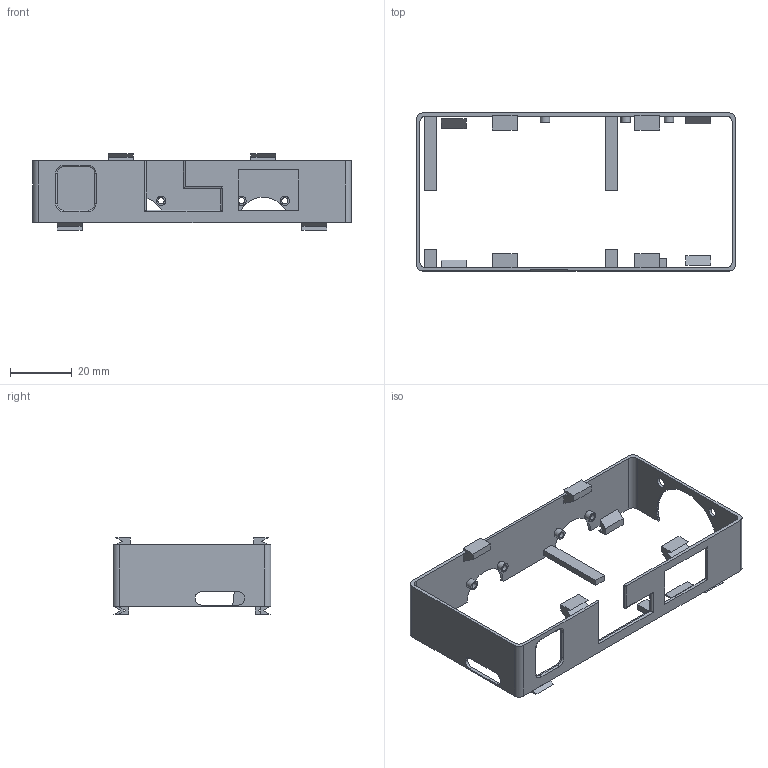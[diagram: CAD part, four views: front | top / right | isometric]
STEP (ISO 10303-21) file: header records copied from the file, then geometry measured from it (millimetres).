
FILE_DESCRIPTION(('FreeCAD Model'),'2;1');
FILE_NAME('Open CASCADE Shape Model','2025-06-16T20:03:07',(''),(''), 'Open CASCADE STEP processor 7.8','FreeCAD','Unknown');
FILE_SCHEMA(('AUTOMOTIVE_DESIGN { 1 0 10303 214 1 1 1 1 }'));
Length unit declared in the file: millimetre
Products named in the file (1): BodyRadxa
Bounding box: 103 x 51 x 24.75 mm (x, y, z)
Volume: 5972.6 mm3; surface area: 12107 mm2
Topology: 3 solids, 3 shells, 160 faces, 436 edges, 287 vertices
Faces by surface type: plane 116, cylinder 38, torus 6
Full cylindrical faces by diameter (mm): 2 x4, 3 x4, 3.2 x2
Entity records: 10954 total; most frequent: CARTESIAN_POINT 2004, DIRECTION 1690, LINE 1143, VECTOR 1143, ORIENTED_EDGE 872, PCURVE 872, DEFINITIONAL_REPRESENTATION 872, EDGE_CURVE 436
